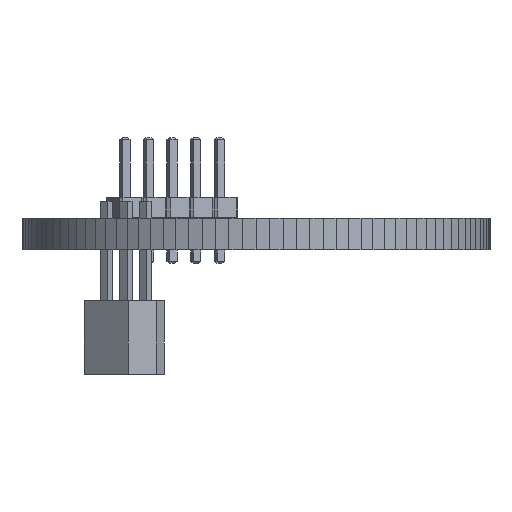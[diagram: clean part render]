
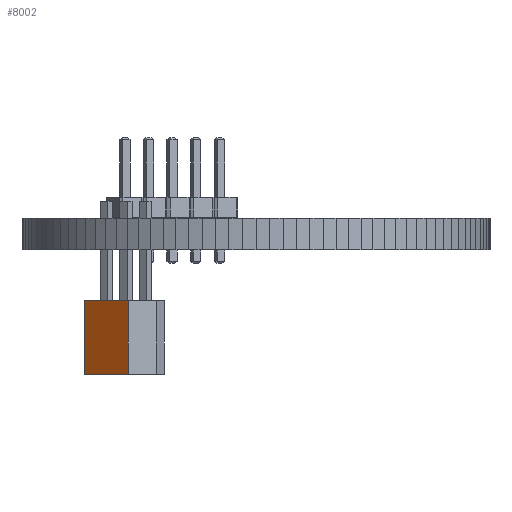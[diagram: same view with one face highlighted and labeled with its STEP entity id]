
A CAD part, front view. The second image highlights one B-rep face of the part: STEP entity #8002.
In plain terms, the highlighted face is planar.
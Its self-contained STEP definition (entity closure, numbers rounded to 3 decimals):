
#8002 = ADVANCED_FACE('',(#8003),#8017,.T.);
#8003 = FACE_BOUND('',#8004,.T.);
#8004 = EDGE_LOOP('',(#8005,#8040,#8068,#8096));
#8005 = ORIENTED_EDGE('',*,*,#8006,.T.);
#8006 = EDGE_CURVE('',#8007,#8009,#8011,.T.);
#8007 = VERTEX_POINT('',#8008);
#8008 = CARTESIAN_POINT('',(-0.16,1.54,2.5));
#8009 = VERTEX_POINT('',#8010);
#8010 = CARTESIAN_POINT('',(-0.16,1.54,6.2));
#8011 = SURFACE_CURVE('',#8012,(#8016,#8028),.PCURVE_S1.);
#8012 = LINE('',#8013,#8014);
#8013 = CARTESIAN_POINT('',(-0.16,1.54,2.5));
#8014 = VECTOR('',#8015,1.);
#8015 = DIRECTION('',(0.,0.,1.));
#8016 = PCURVE('',#8017,#8022);
#8017 = PLANE('',#8018);
#8018 = AXIS2_PLACEMENT_3D('',#8019,#8020,#8021);
#8019 = CARTESIAN_POINT('',(-0.16,1.54,2.5));
#8020 = DIRECTION('',(0.,1.,0.));
#8021 = DIRECTION('',(1.,0.,0.));
#8022 = DEFINITIONAL_REPRESENTATION('',(#8023),#8027);
#8023 = LINE('',#8024,#8025);
#8024 = CARTESIAN_POINT('',(0.,0.));
#8025 = VECTOR('',#8026,1.);
#8026 = DIRECTION('',(0.,-1.));
#8027 = ( GEOMETRIC_REPRESENTATION_CONTEXT(2) 
PARAMETRIC_REPRESENTATION_CONTEXT() REPRESENTATION_CONTEXT('2D SPACE',''
  ) );
#8028 = PCURVE('',#8029,#8034);
#8029 = PLANE('',#8030);
#8030 = AXIS2_PLACEMENT_3D('',#8031,#8032,#8033);
#8031 = CARTESIAN_POINT('',(-0.73,0.,2.5));
#8032 = DIRECTION('',(-0.938,0.347,0.));
#8033 = DIRECTION('',(0.347,0.938,0.));
#8034 = DEFINITIONAL_REPRESENTATION('',(#8035),#8039);
#8035 = LINE('',#8036,#8037);
#8036 = CARTESIAN_POINT('',(1.642,0.));
#8037 = VECTOR('',#8038,1.);
#8038 = DIRECTION('',(0.,-1.));
#8039 = ( GEOMETRIC_REPRESENTATION_CONTEXT(2) 
PARAMETRIC_REPRESENTATION_CONTEXT() REPRESENTATION_CONTEXT('2D SPACE',''
  ) );
#8040 = ORIENTED_EDGE('',*,*,#8041,.T.);
#8041 = EDGE_CURVE('',#8009,#8042,#8044,.T.);
#8042 = VERTEX_POINT('',#8043);
#8043 = CARTESIAN_POINT('',(2.7,1.54,6.2));
#8044 = SURFACE_CURVE('',#8045,(#8049,#8056),.PCURVE_S1.);
#8045 = LINE('',#8046,#8047);
#8046 = CARTESIAN_POINT('',(-0.16,1.54,6.2));
#8047 = VECTOR('',#8048,1.);
#8048 = DIRECTION('',(1.,0.,0.));
#8049 = PCURVE('',#8017,#8050);
#8050 = DEFINITIONAL_REPRESENTATION('',(#8051),#8055);
#8051 = LINE('',#8052,#8053);
#8052 = CARTESIAN_POINT('',(0.,-3.7));
#8053 = VECTOR('',#8054,1.);
#8054 = DIRECTION('',(1.,0.));
#8055 = ( GEOMETRIC_REPRESENTATION_CONTEXT(2) 
PARAMETRIC_REPRESENTATION_CONTEXT() REPRESENTATION_CONTEXT('2D SPACE',''
  ) );
#8056 = PCURVE('',#8057,#8062);
#8057 = PLANE('',#8058);
#8058 = AXIS2_PLACEMENT_3D('',#8059,#8060,#8061);
#8059 = CARTESIAN_POINT('',(-0.16,1.54,6.2));
#8060 = DIRECTION('',(0.,0.,1.));
#8061 = DIRECTION('',(1.,0.,-0.));
#8062 = DEFINITIONAL_REPRESENTATION('',(#8063),#8067);
#8063 = LINE('',#8064,#8065);
#8064 = CARTESIAN_POINT('',(0.,0.));
#8065 = VECTOR('',#8066,1.);
#8066 = DIRECTION('',(1.,0.));
#8067 = ( GEOMETRIC_REPRESENTATION_CONTEXT(2) 
PARAMETRIC_REPRESENTATION_CONTEXT() REPRESENTATION_CONTEXT('2D SPACE',''
  ) );
#8068 = ORIENTED_EDGE('',*,*,#8069,.F.);
#8069 = EDGE_CURVE('',#8070,#8042,#8072,.T.);
#8070 = VERTEX_POINT('',#8071);
#8071 = CARTESIAN_POINT('',(2.7,1.54,2.5));
#8072 = SURFACE_CURVE('',#8073,(#8077,#8084),.PCURVE_S1.);
#8073 = LINE('',#8074,#8075);
#8074 = CARTESIAN_POINT('',(2.7,1.54,2.5));
#8075 = VECTOR('',#8076,1.);
#8076 = DIRECTION('',(0.,0.,1.));
#8077 = PCURVE('',#8017,#8078);
#8078 = DEFINITIONAL_REPRESENTATION('',(#8079),#8083);
#8079 = LINE('',#8080,#8081);
#8080 = CARTESIAN_POINT('',(2.86,0.));
#8081 = VECTOR('',#8082,1.);
#8082 = DIRECTION('',(0.,-1.));
#8083 = ( GEOMETRIC_REPRESENTATION_CONTEXT(2) 
PARAMETRIC_REPRESENTATION_CONTEXT() REPRESENTATION_CONTEXT('2D SPACE',''
  ) );
#8084 = PCURVE('',#8085,#8090);
#8085 = PLANE('',#8086);
#8086 = AXIS2_PLACEMENT_3D('',#8087,#8088,#8089);
#8087 = CARTESIAN_POINT('',(2.7,1.54,2.5));
#8088 = DIRECTION('',(0.938,0.347,0.));
#8089 = DIRECTION('',(0.347,-0.938,0.));
#8090 = DEFINITIONAL_REPRESENTATION('',(#8091),#8095);
#8091 = LINE('',#8092,#8093);
#8092 = CARTESIAN_POINT('',(0.,0.));
#8093 = VECTOR('',#8094,1.);
#8094 = DIRECTION('',(0.,-1.));
#8095 = ( GEOMETRIC_REPRESENTATION_CONTEXT(2) 
PARAMETRIC_REPRESENTATION_CONTEXT() REPRESENTATION_CONTEXT('2D SPACE',''
  ) );
#8096 = ORIENTED_EDGE('',*,*,#8097,.F.);
#8097 = EDGE_CURVE('',#8007,#8070,#8098,.T.);
#8098 = SURFACE_CURVE('',#8099,(#8103,#8110),.PCURVE_S1.);
#8099 = LINE('',#8100,#8101);
#8100 = CARTESIAN_POINT('',(-0.16,1.54,2.5));
#8101 = VECTOR('',#8102,1.);
#8102 = DIRECTION('',(1.,0.,0.));
#8103 = PCURVE('',#8017,#8104);
#8104 = DEFINITIONAL_REPRESENTATION('',(#8105),#8109);
#8105 = LINE('',#8106,#8107);
#8106 = CARTESIAN_POINT('',(0.,0.));
#8107 = VECTOR('',#8108,1.);
#8108 = DIRECTION('',(1.,0.));
#8109 = ( GEOMETRIC_REPRESENTATION_CONTEXT(2) 
PARAMETRIC_REPRESENTATION_CONTEXT() REPRESENTATION_CONTEXT('2D SPACE',''
  ) );
#8110 = PCURVE('',#8111,#8116);
#8111 = PLANE('',#8112);
#8112 = AXIS2_PLACEMENT_3D('',#8113,#8114,#8115);
#8113 = CARTESIAN_POINT('',(-0.16,1.54,2.5));
#8114 = DIRECTION('',(0.,0.,1.));
#8115 = DIRECTION('',(1.,0.,-0.));
#8116 = DEFINITIONAL_REPRESENTATION('',(#8117),#8121);
#8117 = LINE('',#8118,#8119);
#8118 = CARTESIAN_POINT('',(0.,0.));
#8119 = VECTOR('',#8120,1.);
#8120 = DIRECTION('',(1.,0.));
#8121 = ( GEOMETRIC_REPRESENTATION_CONTEXT(2) 
PARAMETRIC_REPRESENTATION_CONTEXT() REPRESENTATION_CONTEXT('2D SPACE',''
  ) );
